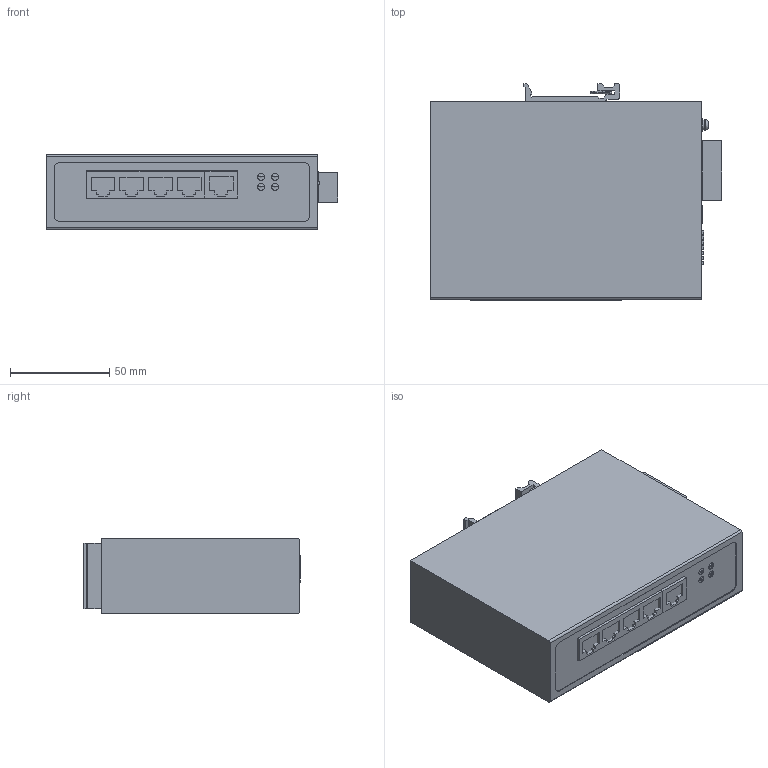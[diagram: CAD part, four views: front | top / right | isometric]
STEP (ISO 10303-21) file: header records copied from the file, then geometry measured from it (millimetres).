
FILE_DESCRIPTION((''),'2;1');
FILE_NAME('ASM0001_ASM_59_ASM','2022-03-17T',('tp-link'),(''),'PRO/ENGINEER BY PARAMETRIC TECHNOLOGY CORPORATION, 2013230','PRO/ENGINEER BY PARAMETRIC TECHNOLOGY CORPORATION, 2013230','');
FILE_SCHEMA(('AUTOMOTIVE_DESIGN { 1 0 10303 214 1 1 1 1 }'));
Length unit declared in the file: millimetre
Products named in the file (13): TOP_51; PWC3_1; RJ45_1X1_5; RJ45_1X4_2; 2KONGDENGZUO_4; 1X7BOMAKAIGUAN_1; 1X6DUANZITAI_9; 1X6DUANZITAI_MUZUO_3; TP-1105UA-BB6125_1; DAOGUIKAKOU_38_3; ZUHELUODING_8; PINGTOULUODING_3; ASM0001_ASM_59_ASM
Assembly tree (14 placements, depth 2):
  ASM0001_ASM_59_ASM
    TOP_51
    PWC3_1
    RJ45_1X1_5
    RJ45_1X4_2
    2KONGDENGZUO_4  x2
    1X7BOMAKAIGUAN_1
    1X6DUANZITAI_9
    1X6DUANZITAI_MUZUO_3
    TP-1105UA-BB6125_1
    DAOGUIKAKOU_38_3
    ZUHELUODING_8
    PINGTOULUODING_3  x2
Bounding box: 147.2 x 109.5 x 38 mm (x, y, z)
Volume: 544558.7 mm3; surface area: 66847.1 mm2
Topology: 14 solids, 14 shells, 839 faces, 2123 edges, 1384 vertices
Faces by surface type: plane 593, cylinder 189, cone 26, sphere 22, torus 7, bspline 2
Entity records: 25626 total; most frequent: CARTESIAN_POINT 4368, DIRECTION 4013, ORIENTED_EDGE 3962, EDGE_CURVE 1981, VECTOR 1513, LINE 1513, VERTEX_POINT 1306, AXIS2_PLACEMENT_3D 1250
